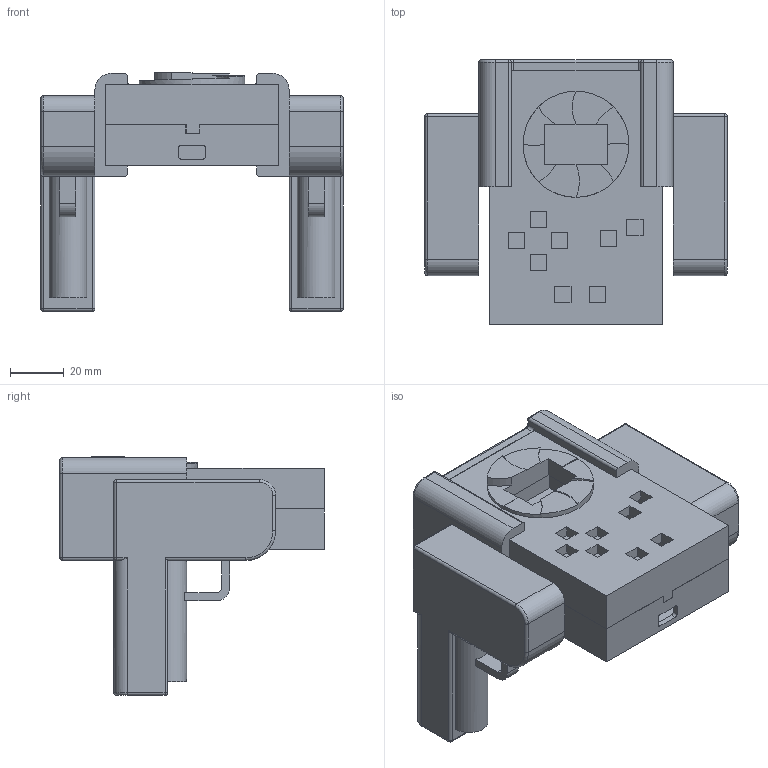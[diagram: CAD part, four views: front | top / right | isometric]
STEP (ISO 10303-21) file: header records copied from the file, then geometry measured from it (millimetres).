
FILE_DESCRIPTION(/* description */ (''),/* implementation_level */ '2;1');
FILE_NAME(/* name */ 'GameBond Case VF.step',/* time_stamp */ '2023-12-01T00:00:13+01:00',/* author */ (''),/* organization */ (''),/* preprocessor_version */ 'ST-DEVELOPER v20',/* originating_system */ 'Autodesk Translation Framework v12.14.0.127',/* authorisation */ '');
FILE_SCHEMA (('AUTOMOTIVE_DESIGN { 1 0 10303 214 3 1 1 }'));
Length unit declared in the file: millimetre
Products named in the file (1): GameBond Case
Bounding box: 112 x 98 x 88.5 mm (x, y, z)
Volume: 195193.7 mm3; surface area: 75995.9 mm2
Topology: 3 solids, 3 shells, 247 faces, 648 edges, 407 vertices
Faces by surface type: plane 146, cylinder 75, sphere 14, torus 12
Full cylindrical faces by diameter (mm): 39.28 x1
Entity records: 7598 total; most frequent: CARTESIAN_POINT 1323, DIRECTION 1305, ORIENTED_EDGE 1296, EDGE_CURVE 648, LINE 479, VECTOR 479, AXIS2_PLACEMENT_3D 413, VERTEX_POINT 407
